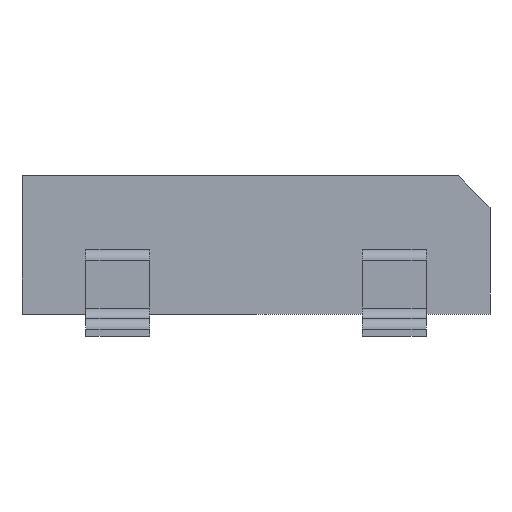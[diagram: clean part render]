
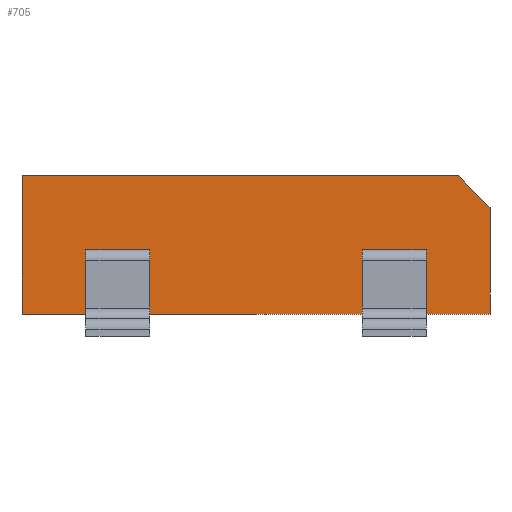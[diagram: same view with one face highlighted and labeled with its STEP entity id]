
A CAD part, front view. The second image highlights one B-rep face of the part: STEP entity #705.
In plain terms, the highlighted planar face has unit normal (0, -1, 0).
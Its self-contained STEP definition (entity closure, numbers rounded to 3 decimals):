
#281 = CARTESIAN_POINT ( 'NONE',  ( 3.8, -3.25, 3.016 ) ) ;
#407 = EDGE_CURVE ( 'NONE', #1638, #3646, #4191, .T. ) ;
#495 = ORIENTED_EDGE ( 'NONE', *, *, #1637, .F. ) ;
#592 = VECTOR ( 'NONE', #3318, 1000. ) ;
#615 = EDGE_LOOP ( 'NONE', ( #1920, #495, #3445, #2567, #1279 ) ) ;
#705 = ADVANCED_FACE ( 'NONE', ( #4186 ), #3154, .F. ) ;
#833 = CARTESIAN_POINT ( 'NONE',  ( -4.4, -3.25, 3.016 ) ) ;
#1114 = CARTESIAN_POINT ( 'NONE',  ( -4.4, -3.25, 3.016 ) ) ;
#1265 = CARTESIAN_POINT ( 'NONE',  ( 4.4, -3.25, 2.416 ) ) ;
#1279 = ORIENTED_EDGE ( 'NONE', *, *, #3609, .T. ) ;
#1377 = CARTESIAN_POINT ( 'NONE',  ( 4.4, -3.25, 3.016 ) ) ;
#1508 = DIRECTION ( 'NONE',  ( 1., 0., 0. ) ) ;
#1637 = EDGE_CURVE ( 'NONE', #2182, #3153, #1842, .T. ) ;
#1638 = VERTEX_POINT ( 'NONE', #3267 ) ;
#1709 = DIRECTION ( 'NONE',  ( 0.707, 0., -0.707 ) ) ;
#1842 = LINE ( 'NONE', #2522, #3847 ) ;
#1920 = ORIENTED_EDGE ( 'NONE', *, *, #3908, .F. ) ;
#2005 = DIRECTION ( 'NONE',  ( -1., 0., 0. ) ) ;
#2059 = CARTESIAN_POINT ( 'NONE',  ( 0., -3.25, 0.416 ) ) ;
#2179 = LINE ( 'NONE', #1377, #3149 ) ;
#2182 = VERTEX_POINT ( 'NONE', #833 ) ;
#2326 = CARTESIAN_POINT ( 'NONE',  ( 3.8, -3.25, 3.016 ) ) ;
#2385 = DIRECTION ( 'NONE',  ( 1., 0., 0. ) ) ;
#2511 = DIRECTION ( 'NONE',  ( 0., 0., 1. ) ) ;
#2522 = CARTESIAN_POINT ( 'NONE',  ( 4.4, -3.25, 3.016 ) ) ;
#2567 = ORIENTED_EDGE ( 'NONE', *, *, #407, .T. ) ;
#2807 = AXIS2_PLACEMENT_3D ( 'NONE', #3499, #4586, #2005 ) ;
#2830 = CARTESIAN_POINT ( 'NONE',  ( 4.4, -3.25, 0.416 ) ) ;
#3061 = LINE ( 'NONE', #281, #3376 ) ;
#3149 = VECTOR ( 'NONE', #2511, 1000. ) ;
#3153 = VERTEX_POINT ( 'NONE', #2326 ) ;
#3154 = PLANE ( 'NONE',  #2807 ) ;
#3267 = CARTESIAN_POINT ( 'NONE',  ( -4.4, -3.25, 0.416 ) ) ;
#3318 = DIRECTION ( 'NONE',  ( 0., 0., -1. ) ) ;
#3339 = VECTOR ( 'NONE', #2385, 1000. ) ;
#3376 = VECTOR ( 'NONE', #1709, 1000. ) ;
#3445 = ORIENTED_EDGE ( 'NONE', *, *, #4282, .T. ) ;
#3498 = VERTEX_POINT ( 'NONE', #1265 ) ;
#3499 = CARTESIAN_POINT ( 'NONE',  ( 4.4, -3.25, 3.016 ) ) ;
#3609 = EDGE_CURVE ( 'NONE', #3646, #3498, #2179, .T. ) ;
#3646 = VERTEX_POINT ( 'NONE', #2830 ) ;
#3677 = LINE ( 'NONE', #1114, #592 ) ;
#3847 = VECTOR ( 'NONE', #1508, 1000. ) ;
#3908 = EDGE_CURVE ( 'NONE', #3153, #3498, #3061, .T. ) ;
#4186 = FACE_OUTER_BOUND ( 'NONE', #615, .T. ) ;
#4191 = LINE ( 'NONE', #2059, #3339 ) ;
#4282 = EDGE_CURVE ( 'NONE', #2182, #1638, #3677, .T. ) ;
#4586 = DIRECTION ( 'NONE',  ( 0., 1., 0. ) ) ;
